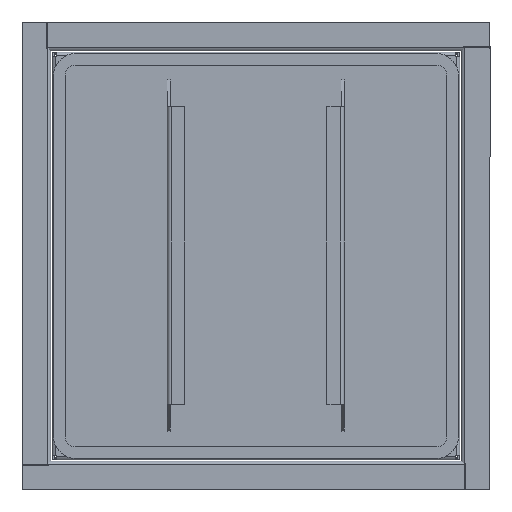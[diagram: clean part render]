
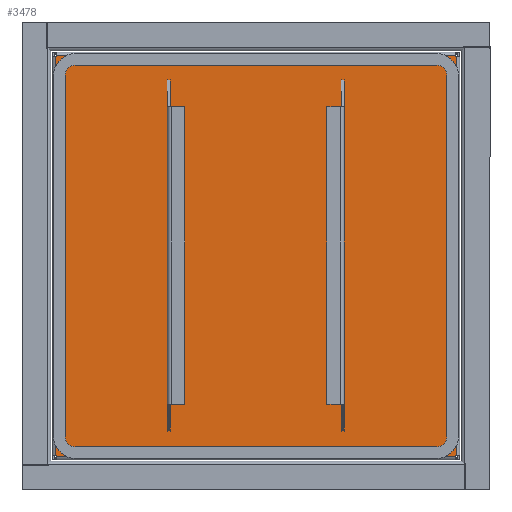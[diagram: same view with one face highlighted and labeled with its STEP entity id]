
A CAD part, front view. The second image highlights one B-rep face of the part: STEP entity #3478.
In plain terms, the highlighted face is planar.
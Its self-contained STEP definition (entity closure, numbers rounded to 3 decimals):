
#12 = CARTESIAN_POINT ( 'NONE',  ( 138.5, 138.1, 29. ) ) ;
#25 = DIRECTION ( 'NONE',  ( 1., 0., 0. ) ) ;
#28 = CARTESIAN_POINT ( 'NONE',  ( 138.1, -138.5, 29. ) ) ;
#88 = CARTESIAN_POINT ( 'NONE',  ( -138.1, 138.1, 29. ) ) ;
#118 = DIRECTION ( 'NONE',  ( -1., 0., 0. ) ) ;
#125 = CARTESIAN_POINT ( 'NONE',  ( -138.5, -138.1, 29. ) ) ;
#128 = DIRECTION ( 'NONE',  ( 0., -1., 0. ) ) ;
#189 = LINE ( 'NONE', #1335, #218 ) ;
#205 = DIRECTION ( 'NONE',  ( 1., 0., 0. ) ) ;
#208 = DIRECTION ( 'NONE',  ( 0., 0., 1. ) ) ;
#218 = VECTOR ( 'NONE', #1330, 1000. ) ;
#224 = PLANE ( 'NONE',  #2983 ) ;
#247 = CARTESIAN_POINT ( 'NONE',  ( -141.1, -141.1, 29. ) ) ;
#293 = CARTESIAN_POINT ( 'NONE',  ( -138.1, -141.1, 29. ) ) ;
#306 = DIRECTION ( 'NONE',  ( 0., -1., 0. ) ) ;
#397 = VERTEX_POINT ( 'NONE', #1617 ) ;
#581 = DIRECTION ( 'NONE',  ( 0., 1., 0. ) ) ;
#590 = CARTESIAN_POINT ( 'NONE',  ( 138.1, -141.1, 29. ) ) ;
#626 = DIRECTION ( 'NONE',  ( 1., 0., 0. ) ) ;
#631 = CARTESIAN_POINT ( 'NONE',  ( -141.1, -138.1, 29. ) ) ;
#699 = ORIENTED_EDGE ( 'NONE', *, *, #3321, .T. ) ;
#717 = CARTESIAN_POINT ( 'NONE',  ( -141.1, 138.1, 29. ) ) ;
#738 = DIRECTION ( 'NONE',  ( -1., 0., 0. ) ) ;
#741 = VERTEX_POINT ( 'NONE', #88 ) ;
#776 = DIRECTION ( 'NONE',  ( 0., 1., 0. ) ) ;
#795 = CARTESIAN_POINT ( 'NONE',  ( 138.1, -141.1, 29. ) ) ;
#855 = EDGE_LOOP ( 'NONE', ( #2174, #1265, #1601, #1233, #1563, #1228, #1521, #1828, #699, #1804, #1797, #1146 ) ) ;
#879 = LINE ( 'NONE', #28, #1070 ) ;
#896 = DIRECTION ( 'NONE',  ( 0., -1., 0. ) ) ;
#901 = CARTESIAN_POINT ( 'NONE',  ( -138.1, -141.1, 29. ) ) ;
#943 = VERTEX_POINT ( 'NONE', #2985 ) ;
#1037 = LINE ( 'NONE', #1107, #3605 ) ;
#1047 = VERTEX_POINT ( 'NONE', #2424 ) ;
#1070 = VECTOR ( 'NONE', #25, 1000. ) ;
#1107 = CARTESIAN_POINT ( 'NONE',  ( -141.1, 138.1, 29. ) ) ;
#1118 = DIRECTION ( 'NONE',  ( -1., 0., 0. ) ) ;
#1146 = ORIENTED_EDGE ( 'NONE', *, *, #3225, .T. ) ;
#1200 = VERTEX_POINT ( 'NONE', #1899 ) ;
#1228 = ORIENTED_EDGE ( 'NONE', *, *, #3412, .T. ) ;
#1233 = ORIENTED_EDGE ( 'NONE', *, *, #3470, .T. ) ;
#1261 = CARTESIAN_POINT ( 'NONE',  ( -138.5, -138.1, 29. ) ) ;
#1265 = ORIENTED_EDGE ( 'NONE', *, *, #3533, .T. ) ;
#1330 = DIRECTION ( 'NONE',  ( 1., 0., 0. ) ) ;
#1335 = CARTESIAN_POINT ( 'NONE',  ( -141.1, -138.1, 29. ) ) ;
#1521 = ORIENTED_EDGE ( 'NONE', *, *, #3378, .T. ) ;
#1542 = CARTESIAN_POINT ( 'NONE',  ( 138.1, 138.1, 29. ) ) ;
#1563 = ORIENTED_EDGE ( 'NONE', *, *, #3545, .T. ) ;
#1601 = ORIENTED_EDGE ( 'NONE', *, *, #3138, .T. ) ;
#1617 = CARTESIAN_POINT ( 'NONE',  ( -138.5, 138.1, 29. ) ) ;
#1714 = VECTOR ( 'NONE', #306, 1000. ) ;
#1722 = LINE ( 'NONE', #795, #3521 ) ;
#1789 = VERTEX_POINT ( 'NONE', #3397 ) ;
#1797 = ORIENTED_EDGE ( 'NONE', *, *, #3577, .T. ) ;
#1804 = ORIENTED_EDGE ( 'NONE', *, *, #3299, .T. ) ;
#1828 = ORIENTED_EDGE ( 'NONE', *, *, #3550, .T. ) ;
#1838 = VERTEX_POINT ( 'NONE', #3311 ) ;
#1852 = CARTESIAN_POINT ( 'NONE',  ( 138.1, -138.1, 29. ) ) ;
#1892 = LINE ( 'NONE', #2792, #1944 ) ;
#1899 = CARTESIAN_POINT ( 'NONE',  ( 138.1, -138.5, 29. ) ) ;
#1908 = LINE ( 'NONE', #12, #3302 ) ;
#1944 = VECTOR ( 'NONE', #118, 1000. ) ;
#2095 = CARTESIAN_POINT ( 'NONE',  ( -138.1, 138.5, 29. ) ) ;
#2170 = LINE ( 'NONE', #293, #1714 ) ;
#2174 = ORIENTED_EDGE ( 'NONE', *, *, #3190, .T. ) ;
#2424 = CARTESIAN_POINT ( 'NONE',  ( 138.5, 138.1, 29. ) ) ;
#2479 = VERTEX_POINT ( 'NONE', #2499 ) ;
#2499 = CARTESIAN_POINT ( 'NONE',  ( -138.1, -138.5, 29. ) ) ;
#2656 = VECTOR ( 'NONE', #581, 1000. ) ;
#2792 = CARTESIAN_POINT ( 'NONE',  ( -138.1, 138.5, 29. ) ) ;
#2806 = VERTEX_POINT ( 'NONE', #2095 ) ;
#2950 = LINE ( 'NONE', #590, #2656 ) ;
#2967 = VERTEX_POINT ( 'NONE', #1852 ) ;
#2983 = AXIS2_PLACEMENT_3D ( 'NONE', #247, #208, #205 ) ;
#2985 = CARTESIAN_POINT ( 'NONE',  ( -138.1, -138.1, 29. ) ) ;
#3036 = VECTOR ( 'NONE', #128, 1000. ) ;
#3090 = VERTEX_POINT ( 'NONE', #1542 ) ;
#3125 = LINE ( 'NONE', #125, #3036 ) ;
#3138 = EDGE_CURVE ( 'NONE', #3151, #943, #189, .T. ) ;
#3151 = VERTEX_POINT ( 'NONE', #1261 ) ;
#3190 = EDGE_CURVE ( 'NONE', #741, #397, #1037, .T. ) ;
#3194 = VECTOR ( 'NONE', #626, 1000. ) ;
#3203 = LINE ( 'NONE', #631, #3194 ) ;
#3225 = EDGE_CURVE ( 'NONE', #2806, #741, #3520, .T. ) ;
#3284 = VECTOR ( 'NONE', #738, 1000. ) ;
#3299 = EDGE_CURVE ( 'NONE', #3090, #1838, #1722, .T. ) ;
#3302 = VECTOR ( 'NONE', #3466, 1000. ) ;
#3311 = CARTESIAN_POINT ( 'NONE',  ( 138.1, 138.5, 29. ) ) ;
#3321 = EDGE_CURVE ( 'NONE', #1047, #3090, #3362, .T. ) ;
#3332 = FACE_OUTER_BOUND ( 'NONE', #855, .T. ) ;
#3362 = LINE ( 'NONE', #717, #3284 ) ;
#3378 = EDGE_CURVE ( 'NONE', #2967, #1789, #3203, .T. ) ;
#3397 = CARTESIAN_POINT ( 'NONE',  ( 138.5, -138.1, 29. ) ) ;
#3412 = EDGE_CURVE ( 'NONE', #1200, #2967, #2950, .T. ) ;
#3466 = DIRECTION ( 'NONE',  ( 0., 1., 0. ) ) ;
#3470 = EDGE_CURVE ( 'NONE', #943, #2479, #2170, .T. ) ;
#3478 = ADVANCED_FACE ( 'NONE', ( #3332 ), #224, .T. ) ;
#3520 = LINE ( 'NONE', #901, #3620 ) ;
#3521 = VECTOR ( 'NONE', #776, 1000. ) ;
#3533 = EDGE_CURVE ( 'NONE', #397, #3151, #3125, .T. ) ;
#3545 = EDGE_CURVE ( 'NONE', #2479, #1200, #879, .T. ) ;
#3550 = EDGE_CURVE ( 'NONE', #1789, #1047, #1908, .T. ) ;
#3577 = EDGE_CURVE ( 'NONE', #1838, #2806, #1892, .T. ) ;
#3605 = VECTOR ( 'NONE', #1118, 1000. ) ;
#3620 = VECTOR ( 'NONE', #896, 1000. ) ;
